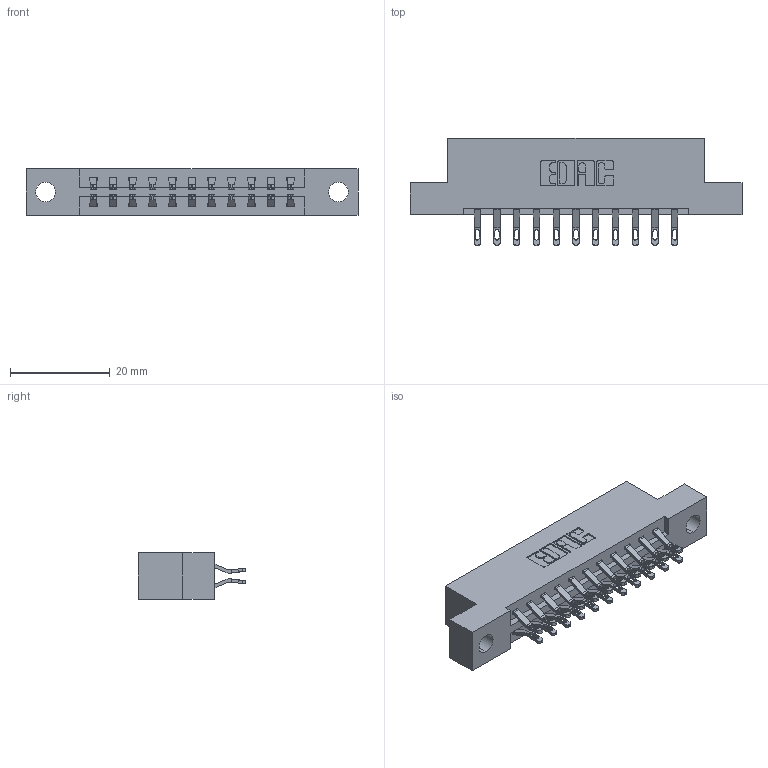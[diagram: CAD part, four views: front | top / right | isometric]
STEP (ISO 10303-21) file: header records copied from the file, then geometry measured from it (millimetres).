
FILE_DESCRIPTION (( 'STEP AP203' ), '1' );
FILE_NAME ('337-022-555-204.STEP', '2018-08-05T15:01:21', ( '' ), ( '' ), 'SwSTEP 2.0', 'SolidWorks 2016', '' );
FILE_SCHEMA (( 'CONFIG_CONTROL_DESIGN' ));
Length unit declared in the file: inch
Products named in the file (3): 337 Part_Flush Mounting Lugs - 0.156 Dia-TH; 345-292-001_555 Tail; 337-022-555-204
Assembly tree (23 placements, depth 2):
  337-022-555-204
    337 Part_Flush Mounting Lugs - 0.156 Dia-TH
    345-292-001_555 Tail  x22
Bounding box: 66.6 x 21.47 x 9.4 mm (x, y, z)
Volume: 6582 mm3; surface area: 7177.7 mm2
Topology: 23 solids, 23 shells, 1434 faces, 4469 edges, 2978 vertices
Faces by surface type: plane 862, cylinder 572
Entity records: 12867 total; most frequent: CARTESIAN_POINT 2228, ORIENTED_EDGE 2134, DIRECTION 1923, EDGE_CURVE 1067, VECTOR 919, LINE 919, VERTEX_POINT 710, AXIS2_PLACEMENT_3D 502
